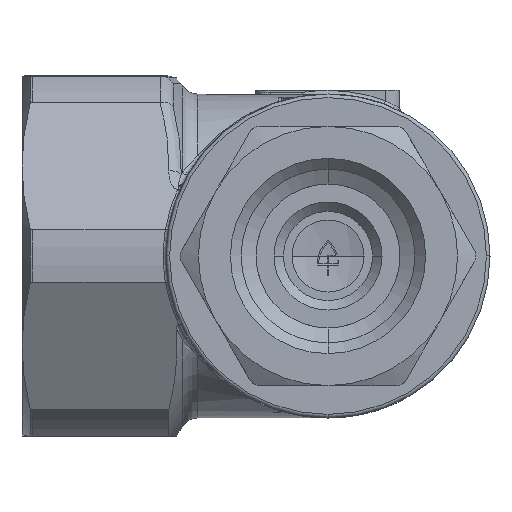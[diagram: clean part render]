
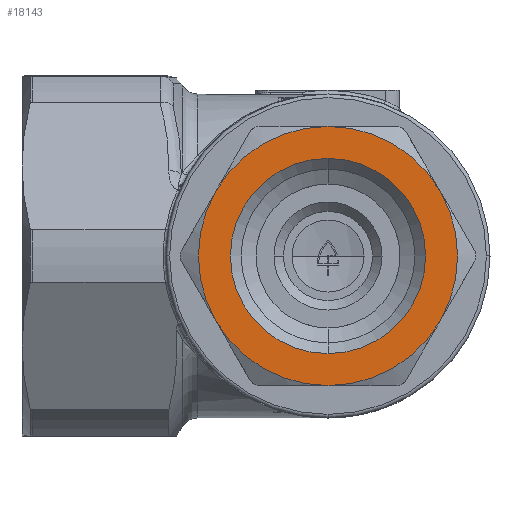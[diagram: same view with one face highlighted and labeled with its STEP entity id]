
A CAD part, front view. The second image highlights one B-rep face of the part: STEP entity #18143.
In plain terms, the highlighted planar face has unit normal (0, -1, 0).
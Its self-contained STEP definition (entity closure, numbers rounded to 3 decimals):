
#2689 = CARTESIAN_POINT ( 'NONE',  ( 0., -40., 13.56 ) ) ;
#2695 = CARTESIAN_POINT ( 'NONE',  ( 0., -40., -13.56 ) ) ;
#2696 = CIRCLE ( 'NONE', #2749, 13.56 ) ;
#2745 = DIRECTION ( 'NONE',  ( 0., 0., 1. ) ) ;
#2746 = DIRECTION ( 'NONE',  ( 0., 1., 0. ) ) ;
#2747 = CARTESIAN_POINT ( 'NONE',  ( 0., -40., 0. ) ) ;
#2749 = AXIS2_PLACEMENT_3D ( 'NONE', #2747, #2746, #2745 ) ;
#2909 = CARTESIAN_POINT ( 'NONE',  ( 15.588, -40., 9. ) ) ;
#2983 = CARTESIAN_POINT ( 'NONE',  ( 15.588, -40., -9. ) ) ;
#3085 = CARTESIAN_POINT ( 'NONE',  ( 0., -40., 18. ) ) ;
#3181 = CARTESIAN_POINT ( 'NONE',  ( -15.588, -40., -9. ) ) ;
#3184 = CARTESIAN_POINT ( 'NONE',  ( -15.588, -40., 9. ) ) ;
#3275 = CARTESIAN_POINT ( 'NONE',  ( 0., -40., -18. ) ) ;
#3293 = CIRCLE ( 'NONE', #3353, 18. ) ;
#3314 = CARTESIAN_POINT ( 'NONE',  ( 0., -40., 0. ) ) ;
#3334 = CARTESIAN_POINT ( 'NONE',  ( 0., -40., 0. ) ) ;
#3335 = AXIS2_PLACEMENT_3D ( 'NONE', #3343, #3344, #3338 ) ;
#3338 = DIRECTION ( 'NONE',  ( 0., 0., 1. ) ) ;
#3343 = CARTESIAN_POINT ( 'NONE',  ( 0., -40., 0. ) ) ;
#3344 = DIRECTION ( 'NONE',  ( 0., 1., 0. ) ) ;
#3346 = DIRECTION ( 'NONE',  ( 0., 0., -1. ) ) ;
#3347 = DIRECTION ( 'NONE',  ( 0., -1., 0. ) ) ;
#3348 = CIRCLE ( 'NONE', #3335, 18. ) ;
#3349 = DIRECTION ( 'NONE',  ( 0., 0., 1. ) ) ;
#3350 = DIRECTION ( 'NONE',  ( 0., 1., 0. ) ) ;
#3352 = AXIS2_PLACEMENT_3D ( 'NONE', #3334, #3347, #3346 ) ;
#3353 = AXIS2_PLACEMENT_3D ( 'NONE', #3314, #3350, #3349 ) ;
#3354 = DIRECTION ( 'NONE',  ( 0., 0., 1. ) ) ;
#3355 = DIRECTION ( 'NONE',  ( 0., 1., 0. ) ) ;
#3356 = AXIS2_PLACEMENT_3D ( 'NONE', #3361, #3355, #3354 ) ;
#3357 = CIRCLE ( 'NONE', #3356, 18. ) ;
#3361 = CARTESIAN_POINT ( 'NONE',  ( 0., -40., 0. ) ) ;
#3362 = CIRCLE ( 'NONE', #3352, 18. ) ;
#3369 = DIRECTION ( 'NONE',  ( 0., 0., 1. ) ) ;
#3378 = AXIS2_PLACEMENT_3D ( 'NONE', #3393, #3385, #3369 ) ;
#3379 = FACE_OUTER_BOUND ( 'NONE', #18148, .T. ) ;
#3380 = PLANE ( 'NONE',  #3392 ) ;
#3385 = DIRECTION ( 'NONE',  ( 0., 1., 0. ) ) ;
#3390 = FACE_BOUND ( 'NONE', #18152, .T. ) ;
#3392 = AXIS2_PLACEMENT_3D ( 'NONE', #3408, #3407, #3406 ) ;
#3393 = CARTESIAN_POINT ( 'NONE',  ( 0., -40., 0. ) ) ;
#3394 = CIRCLE ( 'NONE', #3378, 13.56 ) ;
#3395 = DIRECTION ( 'NONE',  ( 0., 0., 1. ) ) ;
#3396 = DIRECTION ( 'NONE',  ( 0., 1., 0. ) ) ;
#3397 = CIRCLE ( 'NONE', #3404, 18. ) ;
#3399 = DIRECTION ( 'NONE',  ( 0., 0., 1. ) ) ;
#3400 = DIRECTION ( 'NONE',  ( 0., 1., 0. ) ) ;
#3401 = CARTESIAN_POINT ( 'NONE',  ( 0., -40., 0. ) ) ;
#3402 = AXIS2_PLACEMENT_3D ( 'NONE', #3401, #3400, #3399 ) ;
#3403 = CARTESIAN_POINT ( 'NONE',  ( 0., -40., 0. ) ) ;
#3404 = AXIS2_PLACEMENT_3D ( 'NONE', #3403, #3396, #3395 ) ;
#3406 = DIRECTION ( 'NONE',  ( 0., 0., 1. ) ) ;
#3407 = DIRECTION ( 'NONE',  ( 0., 1., 0. ) ) ;
#3408 = CARTESIAN_POINT ( 'NONE',  ( 31.177, -40., 18. ) ) ;
#3411 = CIRCLE ( 'NONE', #3402, 18. ) ;
#17942 = VERTEX_POINT ( 'NONE', #2689 ) ;
#17945 = EDGE_CURVE ( 'NONE', #17946, #17942, #2696, .T. ) ;
#17946 = VERTEX_POINT ( 'NONE', #2695 ) ;
#18003 = VERTEX_POINT ( 'NONE', #2909 ) ;
#18044 = VERTEX_POINT ( 'NONE', #2983 ) ;
#18065 = VERTEX_POINT ( 'NONE', #3085 ) ;
#18088 = VERTEX_POINT ( 'NONE', #3181 ) ;
#18097 = VERTEX_POINT ( 'NONE', #3184 ) ;
#18116 = VERTEX_POINT ( 'NONE', #3275 ) ;
#18128 = ORIENTED_EDGE ( 'NONE', *, *, #18132, .T. ) ;
#18129 = ORIENTED_EDGE ( 'NONE', *, *, #18130, .F. ) ;
#18130 = EDGE_CURVE ( 'NONE', #18088, #18097, #3357, .T. ) ;
#18131 = EDGE_CURVE ( 'NONE', #18116, #18088, #3293, .T. ) ;
#18132 = EDGE_CURVE ( 'NONE', #18116, #18044, #3362, .T. ) ;
#18134 = EDGE_CURVE ( 'NONE', #18003, #18044, #3348, .T. ) ;
#18136 = ORIENTED_EDGE ( 'NONE', *, *, #18134, .F. ) ;
#18141 = EDGE_CURVE ( 'NONE', #17942, #17946, #3394, .T. ) ;
#18143 = ADVANCED_FACE ( 'NONE', ( #3390, #3379 ), #3380, .F. ) ;
#18144 = EDGE_CURVE ( 'NONE', #18065, #18003, #3411, .T. ) ;
#18145 = ORIENTED_EDGE ( 'NONE', *, *, #17945, .T. ) ;
#18146 = ORIENTED_EDGE ( 'NONE', *, *, #18131, .F. ) ;
#18147 = ORIENTED_EDGE ( 'NONE', *, *, #18141, .T. ) ;
#18148 = EDGE_LOOP ( 'NONE', ( #18149, #18150, #18129, #18146, #18128, #18136 ) ) ;
#18149 = ORIENTED_EDGE ( 'NONE', *, *, #18144, .F. ) ;
#18150 = ORIENTED_EDGE ( 'NONE', *, *, #18151, .F. ) ;
#18151 = EDGE_CURVE ( 'NONE', #18097, #18065, #3397, .T. ) ;
#18152 = EDGE_LOOP ( 'NONE', ( #18145, #18147 ) ) ;
